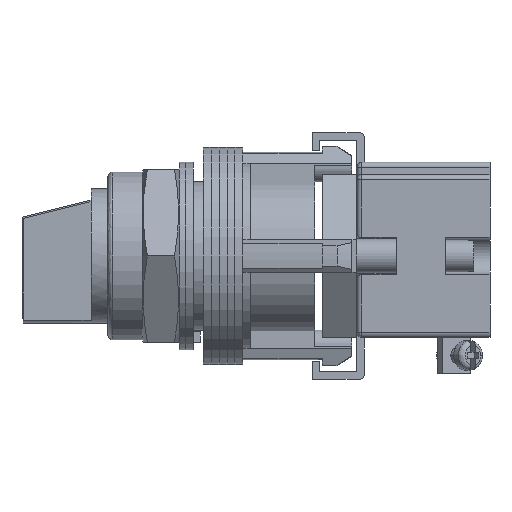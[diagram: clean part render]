
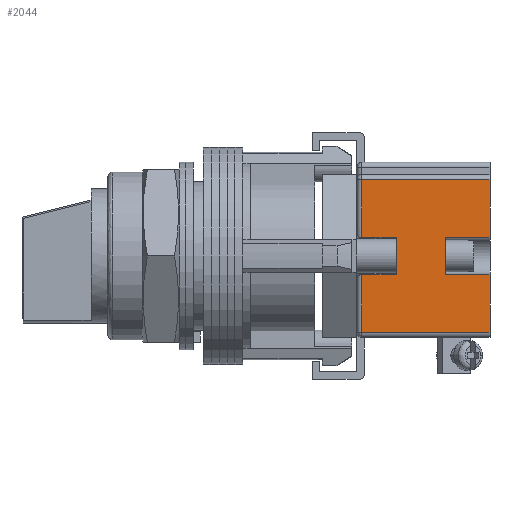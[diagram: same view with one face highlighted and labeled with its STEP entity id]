
A CAD part, left-side view. The second image highlights one B-rep face of the part: STEP entity #2044.
In plain terms, the highlighted planar face has unit normal (-1, 0, 0).
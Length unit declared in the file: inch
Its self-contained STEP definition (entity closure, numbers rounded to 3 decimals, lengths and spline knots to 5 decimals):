
#9 = VECTOR ( 'NONE', #3305, 39.37008 ) ;
#14 = LINE ( 'NONE', #223, #9439 ) ;
#82 = LINE ( 'NONE', #5131, #4498 ) ;
#223 = CARTESIAN_POINT ( 'NONE',  ( -0.83661, -1.61811, -0.64961 ) ) ;
#255 = ORIENTED_EDGE ( 'NONE', *, *, #12686, .F. ) ;
#274 = EDGE_CURVE ( 'NONE', #9401, #5022, #5495, .T. ) ;
#344 = DIRECTION ( 'NONE',  ( 0., 0., -1. ) ) ;
#395 = VERTEX_POINT ( 'NONE', #12656 ) ;
#585 = ORIENTED_EDGE ( 'NONE', *, *, #8316, .F. ) ;
#699 = LINE ( 'NONE', #13024, #2128 ) ;
#701 = ORIENTED_EDGE ( 'NONE', *, *, #2138, .F. ) ;
#837 = ORIENTED_EDGE ( 'NONE', *, *, #12582, .T. ) ;
#866 = EDGE_LOOP ( 'NONE', ( #9333, #2900, #837, #7212, #1926, #9780, #585, #9508, #8751, #701, #10411, #255 ) ) ;
#1217 = DIRECTION ( 'NONE',  ( 0., 0., -1. ) ) ;
#1320 = VECTOR ( 'NONE', #3383, 39.37008 ) ;
#1926 = ORIENTED_EDGE ( 'NONE', *, *, #5799, .F. ) ;
#2044 = ADVANCED_FACE ( 'NONE', ( #2368 ), #4368, .F. ) ;
#2128 = VECTOR ( 'NONE', #7931, 39.37008 ) ;
#2138 = EDGE_CURVE ( 'NONE', #11162, #5384, #13069, .T. ) ;
#2161 = LINE ( 'NONE', #11256, #3744 ) ;
#2368 = FACE_OUTER_BOUND ( 'NONE', #866, .T. ) ;
#2408 = VERTEX_POINT ( 'NONE', #8294 ) ;
#2588 = CARTESIAN_POINT ( 'NONE',  ( -0.83661, -1.22441, -0.14764 ) ) ;
#2682 = LINE ( 'NONE', #9465, #9 ) ;
#2900 = ORIENTED_EDGE ( 'NONE', *, *, #4166, .F. ) ;
#3305 = DIRECTION ( 'NONE',  ( 0., 1., 0. ) ) ;
#3383 = DIRECTION ( 'NONE',  ( 0., 0., -1. ) ) ;
#3519 = DIRECTION ( 'NONE',  ( 0., 0., 1. ) ) ;
#3744 = VECTOR ( 'NONE', #7304, 39.37008 ) ;
#3749 = VECTOR ( 'NONE', #8765, 39.37008 ) ;
#4166 = EDGE_CURVE ( 'NONE', #4206, #11339, #14, .T. ) ;
#4206 = VERTEX_POINT ( 'NONE', #7435 ) ;
#4281 = VERTEX_POINT ( 'NONE', #6014 ) ;
#4368 = PLANE ( 'NONE',  #12264 ) ;
#4498 = VECTOR ( 'NONE', #7213, 39.37008 ) ;
#4865 = LINE ( 'NONE', #8684, #3749 ) ;
#5022 = VERTEX_POINT ( 'NONE', #9957 ) ;
#5131 = CARTESIAN_POINT ( 'NONE',  ( -0.83661, -1.97244, -0.14764 ) ) ;
#5297 = DIRECTION ( 'NONE',  ( 0., 0., 1. ) ) ;
#5384 = VERTEX_POINT ( 'NONE', #6523 ) ;
#5463 = DIRECTION ( 'NONE',  ( 1., 0., 0. ) ) ;
#5495 = LINE ( 'NONE', #9538, #1320 ) ;
#5633 = CARTESIAN_POINT ( 'NONE',  ( -0.83661, -0.94882, -0.64961 ) ) ;
#5799 = EDGE_CURVE ( 'NONE', #395, #9401, #8964, .T. ) ;
#5965 = DIRECTION ( 'NONE',  ( 0., -1., 0. ) ) ;
#6014 = CARTESIAN_POINT ( 'NONE',  ( -0.83661, -1.97244, -0.61024 ) ) ;
#6112 = CARTESIAN_POINT ( 'NONE',  ( -0.83661, -1.61811, -0.14764 ) ) ;
#6450 = CARTESIAN_POINT ( 'NONE',  ( -0.83661, -1.97244, 0. ) ) ;
#6486 = LINE ( 'NONE', #8308, #13202 ) ;
#6523 = CARTESIAN_POINT ( 'NONE',  ( -0.83661, -0.94882, -0.14764 ) ) ;
#6713 = EDGE_CURVE ( 'NONE', #4281, #11162, #2682, .T. ) ;
#7125 = CARTESIAN_POINT ( 'NONE',  ( -0.83661, -1.61811, 0.14764 ) ) ;
#7212 = ORIENTED_EDGE ( 'NONE', *, *, #274, .F. ) ;
#7213 = DIRECTION ( 'NONE',  ( 0., -1., 0. ) ) ;
#7304 = DIRECTION ( 'NONE',  ( 0., -1., 0. ) ) ;
#7435 = CARTESIAN_POINT ( 'NONE',  ( -0.83661, -1.61811, 0.14764 ) ) ;
#7702 = VECTOR ( 'NONE', #5965, 39.37008 ) ;
#7931 = DIRECTION ( 'NONE',  ( 0., 0., 1. ) ) ;
#8294 = CARTESIAN_POINT ( 'NONE',  ( -0.83661, -0.94882, 0.14764 ) ) ;
#8308 = CARTESIAN_POINT ( 'NONE',  ( -0.83661, -0.94882, -0.64961 ) ) ;
#8316 = EDGE_CURVE ( 'NONE', #11282, #2408, #4865, .T. ) ;
#8456 = VECTOR ( 'NONE', #3519, 39.37008 ) ;
#8656 = EDGE_CURVE ( 'NONE', #2408, #395, #6486, .T. ) ;
#8684 = CARTESIAN_POINT ( 'NONE',  ( -0.83661, -1.97244, 0.14764 ) ) ;
#8751 = ORIENTED_EDGE ( 'NONE', *, *, #10954, .F. ) ;
#8765 = DIRECTION ( 'NONE',  ( 0., 1., 0. ) ) ;
#8812 = CARTESIAN_POINT ( 'NONE',  ( -0.83661, -0.94882, -0.61024 ) ) ;
#8964 = LINE ( 'NONE', #11065, #7702 ) ;
#9160 = VECTOR ( 'NONE', #344, 39.37008 ) ;
#9178 = VERTEX_POINT ( 'NONE', #2588 ) ;
#9333 = ORIENTED_EDGE ( 'NONE', *, *, #12473, .F. ) ;
#9401 = VERTEX_POINT ( 'NONE', #10178 ) ;
#9439 = VECTOR ( 'NONE', #1217, 39.37008 ) ;
#9465 = CARTESIAN_POINT ( 'NONE',  ( -0.83661, -1.97244, -0.61024 ) ) ;
#9508 = ORIENTED_EDGE ( 'NONE', *, *, #12441, .F. ) ;
#9538 = CARTESIAN_POINT ( 'NONE',  ( -0.83661, -1.97244, 0. ) ) ;
#9780 = ORIENTED_EDGE ( 'NONE', *, *, #8656, .F. ) ;
#9957 = CARTESIAN_POINT ( 'NONE',  ( -0.83661, -1.97244, 0.14764 ) ) ;
#10178 = CARTESIAN_POINT ( 'NONE',  ( -0.83661, -1.97244, 0.61024 ) ) ;
#10411 = ORIENTED_EDGE ( 'NONE', *, *, #6713, .F. ) ;
#10954 = EDGE_CURVE ( 'NONE', #5384, #9178, #2161, .T. ) ;
#11065 = CARTESIAN_POINT ( 'NONE',  ( -0.83661, -1.97244, 0.61024 ) ) ;
#11162 = VERTEX_POINT ( 'NONE', #8812 ) ;
#11256 = CARTESIAN_POINT ( 'NONE',  ( -0.83661, -1.97244, -0.14764 ) ) ;
#11282 = VERTEX_POINT ( 'NONE', #13146 ) ;
#11298 = DIRECTION ( 'NONE',  ( 0., -1., 0. ) ) ;
#11339 = VERTEX_POINT ( 'NONE', #6112 ) ;
#11352 = VERTEX_POINT ( 'NONE', #12112 ) ;
#11480 = DIRECTION ( 'NONE',  ( 0., 0., -1. ) ) ;
#11577 = CARTESIAN_POINT ( 'NONE',  ( -0.83661, -1.97244, -0.64961 ) ) ;
#11714 = VECTOR ( 'NONE', #11298, 39.37008 ) ;
#11867 = LINE ( 'NONE', #6450, #9160 ) ;
#12112 = CARTESIAN_POINT ( 'NONE',  ( -0.83661, -1.97244, -0.14764 ) ) ;
#12264 = AXIS2_PLACEMENT_3D ( 'NONE', #11577, #5463, #11480 ) ;
#12441 = EDGE_CURVE ( 'NONE', #9178, #11282, #699, .T. ) ;
#12473 = EDGE_CURVE ( 'NONE', #11339, #11352, #82, .T. ) ;
#12522 = LINE ( 'NONE', #7125, #11714 ) ;
#12582 = EDGE_CURVE ( 'NONE', #4206, #5022, #12522, .T. ) ;
#12656 = CARTESIAN_POINT ( 'NONE',  ( -0.83661, -0.94882, 0.61024 ) ) ;
#12686 = EDGE_CURVE ( 'NONE', #11352, #4281, #11867, .T. ) ;
#13024 = CARTESIAN_POINT ( 'NONE',  ( -0.83661, -1.22441, -0.64961 ) ) ;
#13069 = LINE ( 'NONE', #5633, #8456 ) ;
#13146 = CARTESIAN_POINT ( 'NONE',  ( -0.83661, -1.22441, 0.14764 ) ) ;
#13202 = VECTOR ( 'NONE', #5297, 39.37008 ) ;
